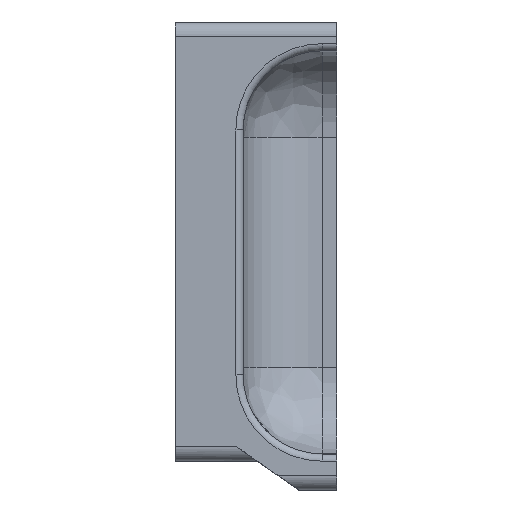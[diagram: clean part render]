
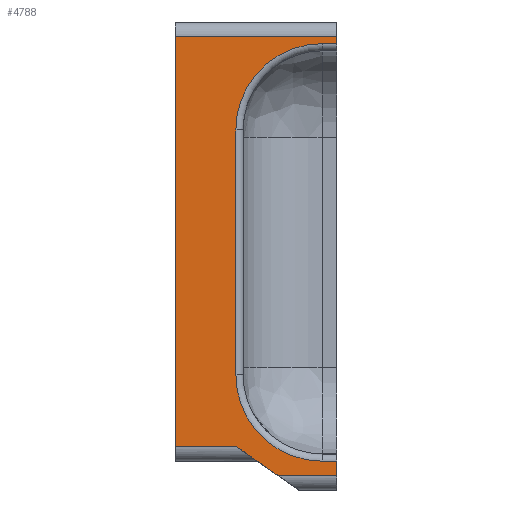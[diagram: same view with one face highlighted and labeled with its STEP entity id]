
A CAD part, left-side view. The second image highlights one B-rep face of the part: STEP entity #4788.
In plain terms, the highlighted planar face has unit normal (-1, 0, 0).
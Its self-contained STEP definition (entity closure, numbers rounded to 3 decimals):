
#297=FACE_OUTER_BOUND('',#545,.T.);
#545=EDGE_LOOP('',(#3314,#3315,#3316,#3317,#3318,#3319,#3320,#3321,#3322,
#3323,#3324,#3325));
#794=CIRCLE('',#5071,12.);
#798=CIRCLE('',#5077,12.);
#1016=LINE('',#7172,#1477);
#1018=LINE('',#7184,#1479);
#1019=LINE('',#7189,#1480);
#1022=LINE('',#7199,#1483);
#1024=LINE('',#7208,#1485);
#1033=LINE('',#7270,#1494);
#1034=LINE('',#7271,#1495);
#1035=LINE('',#7272,#1496);
#1036=LINE('',#7273,#1497);
#1037=LINE('',#7274,#1498);
#1477=VECTOR('',#5684,10.);
#1479=VECTOR('',#5698,10.);
#1480=VECTOR('',#5703,10.);
#1483=VECTOR('',#5712,10.);
#1485=VECTOR('',#5720,10.);
#1494=VECTOR('',#5763,10.);
#1495=VECTOR('',#5764,10.);
#1496=VECTOR('',#5765,10.);
#1497=VECTOR('',#5766,10.);
#1498=VECTOR('',#5767,10.);
#1950=VERTEX_POINT('',#7160);
#1952=VERTEX_POINT('',#7164);
#1954=VERTEX_POINT('',#7170);
#1956=VERTEX_POINT('',#7176);
#1958=VERTEX_POINT('',#7181);
#1959=VERTEX_POINT('',#7186);
#1962=VERTEX_POINT('',#7193);
#1964=VERTEX_POINT('',#7197);
#1965=VERTEX_POINT('',#7201);
#1968=VERTEX_POINT('',#7206);
#1981=VERTEX_POINT('',#7268);
#1982=VERTEX_POINT('',#7269);
#2476=EDGE_CURVE('',#1950,#1952,#794,.T.);
#2479=EDGE_CURVE('',#1952,#1954,#1016,.T.);
#2482=EDGE_CURVE('',#1954,#1956,#798,.T.);
#2485=EDGE_CURVE('',#1958,#1950,#1018,.T.);
#2487=EDGE_CURVE('',#1956,#1959,#1019,.T.);
#2492=EDGE_CURVE('',#1962,#1964,#1022,.T.);
#2496=EDGE_CURVE('',#1965,#1968,#1024,.T.);
#2516=EDGE_CURVE('',#1981,#1982,#1033,.T.);
#2517=EDGE_CURVE('',#1982,#1965,#1034,.F.);
#2518=EDGE_CURVE('',#1962,#1968,#1035,.T.);
#2519=EDGE_CURVE('',#1958,#1964,#1036,.T.);
#2520=EDGE_CURVE('',#1981,#1959,#1037,.T.);
#3314=ORIENTED_EDGE('',*,*,#2516,.T.);
#3315=ORIENTED_EDGE('',*,*,#2517,.T.);
#3316=ORIENTED_EDGE('',*,*,#2496,.T.);
#3317=ORIENTED_EDGE('',*,*,#2518,.F.);
#3318=ORIENTED_EDGE('',*,*,#2492,.T.);
#3319=ORIENTED_EDGE('',*,*,#2519,.F.);
#3320=ORIENTED_EDGE('',*,*,#2485,.T.);
#3321=ORIENTED_EDGE('',*,*,#2476,.T.);
#3322=ORIENTED_EDGE('',*,*,#2479,.T.);
#3323=ORIENTED_EDGE('',*,*,#2482,.T.);
#3324=ORIENTED_EDGE('',*,*,#2487,.T.);
#3325=ORIENTED_EDGE('',*,*,#2520,.F.);
#4630=PLANE('',#5104);
#4788=ADVANCED_FACE('',(#297),#4630,.F.);
#5071=AXIS2_PLACEMENT_3D('',#7166,#5677,#5678);
#5077=AXIS2_PLACEMENT_3D('',#7178,#5691,#5692);
#5104=AXIS2_PLACEMENT_3D('',#7267,#5761,#5762);
#5677=DIRECTION('center_axis',(1.,0.,0.));
#5678=DIRECTION('ref_axis',(0.,0.707,-0.707));
#5684=DIRECTION('',(0.,0.,1.));
#5691=DIRECTION('center_axis',(1.,0.,0.));
#5692=DIRECTION('ref_axis',(0.,0.707,0.707));
#5698=DIRECTION('',(0.,1.,0.));
#5703=DIRECTION('',(0.,-1.,0.));
#5712=DIRECTION('',(0.,-1.,0.));
#5720=DIRECTION('',(0.,-1.,0.));
#5761=DIRECTION('center_axis',(1.,0.,0.));
#5762=DIRECTION('ref_axis',(0.,0.,
-1.));
#5763=DIRECTION('',(0.,1.,0.));
#5764=DIRECTION('',(0.,0.,1.));
#5765=DIRECTION('',(0.,0.819,0.574));
#5766=DIRECTION('',(0.,0.,-1.));
#5767=DIRECTION('',(0.,0.,-1.));
#7160=CARTESIAN_POINT('',(-85.5,-8.,-582.));
#7164=CARTESIAN_POINT('',(-85.5,4.,-570.));
#7166=CARTESIAN_POINT('Origin',(-85.5,-8.,-570.));
#7170=CARTESIAN_POINT('',(-85.5,4.,-536.));
#7172=CARTESIAN_POINT('',(-85.5,4.,-528.));
#7176=CARTESIAN_POINT('',(-85.5,-8.,-524.));
#7178=CARTESIAN_POINT('Origin',(-85.5,-8.,-536.));
#7181=CARTESIAN_POINT('',(-85.5,-10.,-582.));
#7184=CARTESIAN_POINT('',(-85.5,-10.,-582.));
#7186=CARTESIAN_POINT('',(-85.5,-10.,-524.));
#7189=CARTESIAN_POINT('',(-85.5,-11.5,-524.));
#7193=CARTESIAN_POINT('',(-85.5,-1.856,-584.));
#7197=CARTESIAN_POINT('',(-85.5,-10.,-584.));
#7199=CARTESIAN_POINT('',(-85.5,-10.,-584.));
#7201=CARTESIAN_POINT('',(-85.5,12.4,-580.));
#7206=CARTESIAN_POINT('',(-85.5,3.856,-580.));
#7208=CARTESIAN_POINT('',(-85.5,-4.5,-580.));
#7267=CARTESIAN_POINT('Origin',(-85.5,-10.,-520.));
#7268=CARTESIAN_POINT('',(-85.5,-10.,-523.));
#7269=CARTESIAN_POINT('',(-85.5,12.4,-523.));
#7270=CARTESIAN_POINT('',(-85.5,-10.,-523.));
#7271=CARTESIAN_POINT('',(-85.5,12.4,-536.25));
#7272=CARTESIAN_POINT('',(-85.5,9.018,-576.386));
#7273=CARTESIAN_POINT('',(-85.5,-10.,-582.));
#7274=CARTESIAN_POINT('',(-85.5,-10.,-518.));
